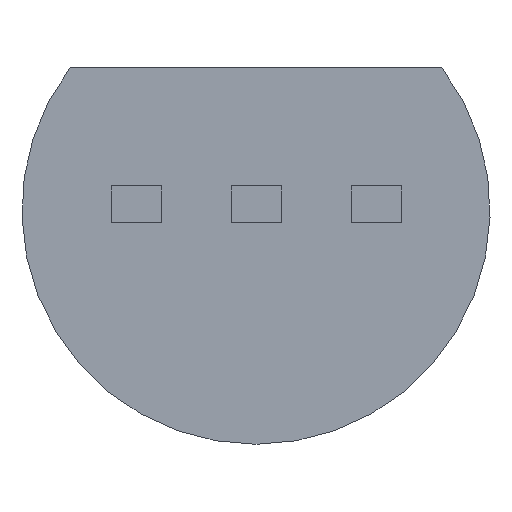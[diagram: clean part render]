
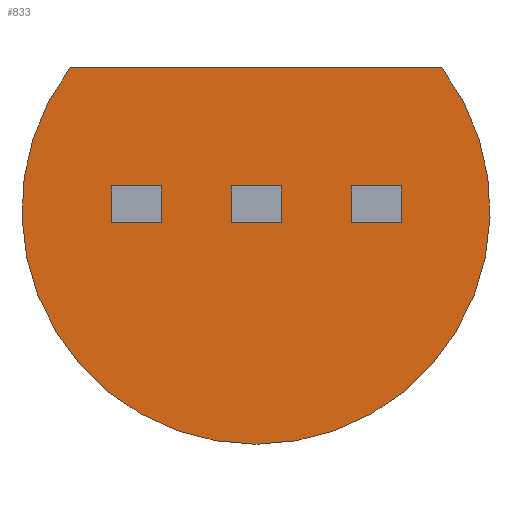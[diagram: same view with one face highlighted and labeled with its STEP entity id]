
A CAD part, front view. The second image highlights one B-rep face of the part: STEP entity #833.
In plain terms, the highlighted planar face has unit normal (0, -1, 0).
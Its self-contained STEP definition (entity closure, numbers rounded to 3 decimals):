
#34 = AXIS2_PLACEMENT_3D ( 'NONE', #620, #137, #693 ) ;
#66 = EDGE_LOOP ( 'NONE', ( #757, #808, #431 ) ) ;
#125 = AXIS2_PLACEMENT_3D ( 'NONE', #625, #141, #697 ) ;
#137 = DIRECTION ( 'NONE',  ( 0., 1., 0. ) ) ;
#141 = DIRECTION ( 'NONE',  ( 0., 1., 0. ) ) ;
#152 = CARTESIAN_POINT ( 'NONE',  ( -2.07, 6.5, 1.52 ) ) ;
#171 = EDGE_CURVE ( 'NONE', #187, #510, #731, .T. ) ;
#187 = VERTEX_POINT ( 'NONE', #837 ) ;
#203 = VECTOR ( 'NONE', #659, 1000. ) ;
#204 = PLANE ( 'NONE',  #34 ) ;
#236 = CARTESIAN_POINT ( 'NONE',  ( 2.065, 6.5, 1.52 ) ) ;
#239 = AXIS2_PLACEMENT_3D ( 'NONE', #289, #823, #373 ) ;
#281 = CIRCLE ( 'NONE', #239, 2.605 ) ;
#289 = CARTESIAN_POINT ( 'NONE',  ( -0.002, 6.5, -0.065 ) ) ;
#373 = DIRECTION ( 'NONE',  ( 0., 0., 1. ) ) ;
#431 = ORIENTED_EDGE ( 'NONE', *, *, #171, .F. ) ;
#433 = LINE ( 'NONE', #947, #203 ) ;
#510 = VERTEX_POINT ( 'NONE', #152 ) ;
#620 = CARTESIAN_POINT ( 'NONE',  ( -0.002, 6.5, -0.065 ) ) ;
#625 = CARTESIAN_POINT ( 'NONE',  ( -0.002, 6.5, -0.065 ) ) ;
#659 = DIRECTION ( 'NONE',  ( 1., 0., 0. ) ) ;
#693 = DIRECTION ( 'NONE',  ( 0., 0., 1. ) ) ;
#697 = DIRECTION ( 'NONE',  ( 0., 0., 1. ) ) ;
#731 = CIRCLE ( 'NONE', #125, 2.605 ) ;
#750 = EDGE_CURVE ( 'NONE', #764, #187, #281, .T. ) ;
#757 = ORIENTED_EDGE ( 'NONE', *, *, #750, .F. ) ;
#764 = VERTEX_POINT ( 'NONE', #236 ) ;
#771 = FACE_OUTER_BOUND ( 'NONE', #66, .T. ) ;
#808 = ORIENTED_EDGE ( 'NONE', *, *, #901, .F. ) ;
#823 = DIRECTION ( 'NONE',  ( 0., 1., 0. ) ) ;
#833 = ADVANCED_FACE ( 'NONE', ( #771 ), #204, .F. ) ;
#837 = CARTESIAN_POINT ( 'NONE',  ( -0.002, 6.5, -2.67 ) ) ;
#901 = EDGE_CURVE ( 'NONE', #510, #764, #433, .T. ) ;
#947 = CARTESIAN_POINT ( 'NONE',  ( -2.07, 6.5, 1.52 ) ) ;
